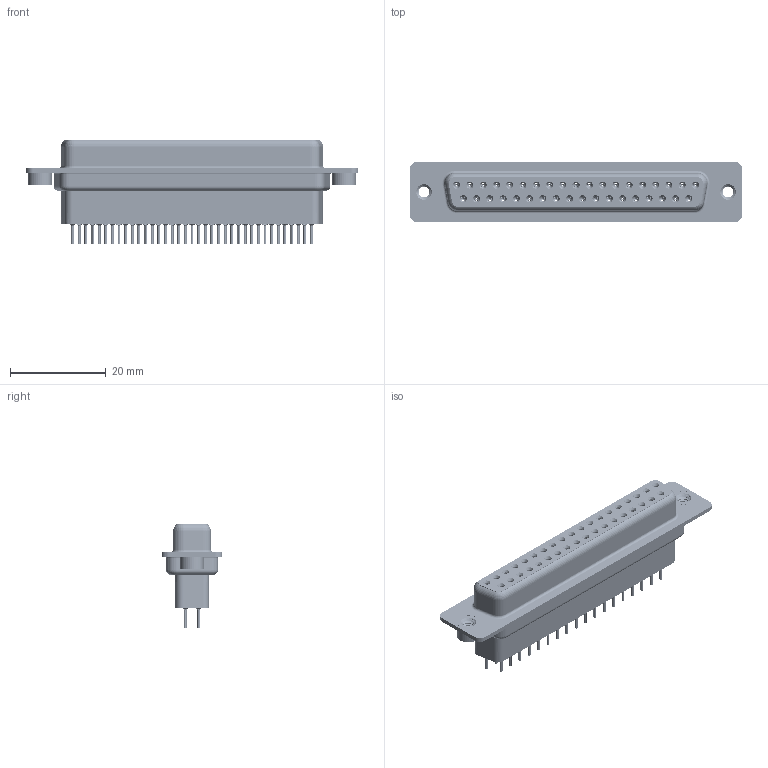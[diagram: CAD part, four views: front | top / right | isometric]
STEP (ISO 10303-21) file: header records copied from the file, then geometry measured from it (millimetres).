
FILE_DESCRIPTION (( 'STEP AP203' ), '1' );
FILE_NAME ('628-037-621-272.STEP', '2020-07-14T20:47:54', ( '' ), ( '' ), 'SwSTEP 2.0', 'SolidWorks 2020', '' );
FILE_SCHEMA (( 'CONFIG_CONTROL_DESIGN' ));
Length unit declared in the file: millimetre
Products named in the file (7): 628 Contact Row 2_21H; 628 Contact Row 1_21H; 628-037-621-272; 628 Shell Rear_37 Contacts; 628 Shell Front_37 Contacts; 628 4-40 Threaded Rivet; 628 Housing_37 HP
Assembly tree (42 placements, depth 2):
  628-037-621-272
    628 Housing_37 HP
    628 Shell Front_37 Contacts
    628 Shell Rear_37 Contacts
    628 Contact Row 1_21H  x19
    628 Contact Row 2_21H  x18
    628 4-40 Threaded Rivet  x2
Bounding box: 69.3 x 12.6 x 21.9 mm (x, y, z)
Volume: 7027.7 mm3; surface area: 16056.8 mm2
Topology: 42 solids, 42 shells, 4826 faces, 12367 edges, 7710 vertices
Faces by surface type: cylinder 1356, plane 1214, torus 945, bspline 746, cone 565
Entity records: 32577 total; most frequent: CARTESIAN_POINT 8603, DIRECTION 4986, ORIENTED_EDGE 4418, EDGE_CURVE 2209, AXIS2_PLACEMENT_3D 2099, VERTEX_POINT 1396, EDGE_LOOP 1153, CIRCLE 1152
